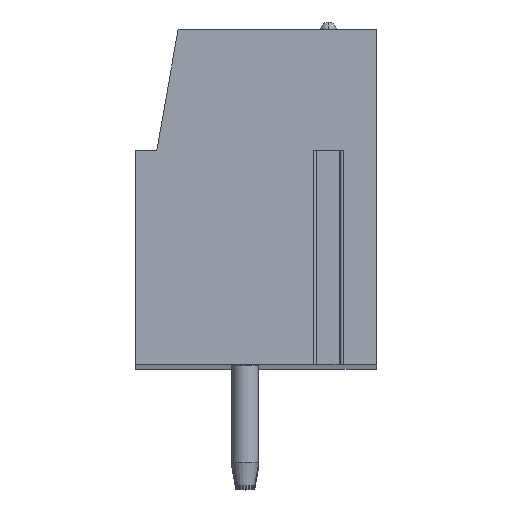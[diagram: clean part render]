
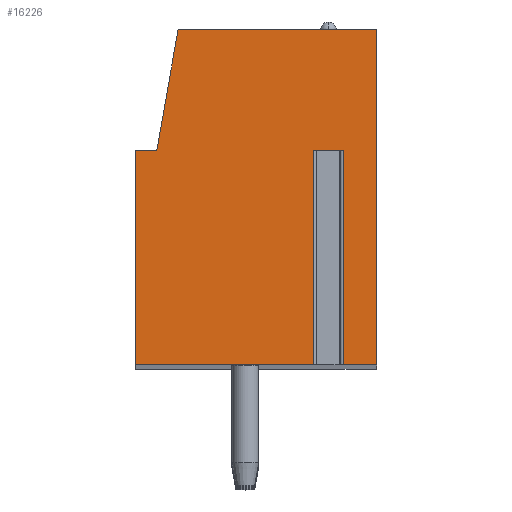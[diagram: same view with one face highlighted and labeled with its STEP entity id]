
A CAD part, top view. The second image highlights one B-rep face of the part: STEP entity #16226.
In plain terms, the highlighted planar face has unit normal (0, 0, 1).
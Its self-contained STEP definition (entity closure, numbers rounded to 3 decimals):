
#13=DIRECTION('',(-1.,0.,0.));
#14=VECTOR('',#13,1.112);
#15=CARTESIAN_POINT('',(3.256,1.75,93.98));
#16=LINE('',#15,#14);
#17=DIRECTION('',(0.,-1.,0.));
#18=VECTOR('',#17,8.);
#19=CARTESIAN_POINT('',(2.144,1.75,93.98));
#20=LINE('',#19,#18);
#21=DIRECTION('',(1.,0.,0.));
#22=VECTOR('',#21,6.644);
#23=CARTESIAN_POINT('',(-4.5,-6.25,93.98));
#24=LINE('',#23,#22);
#25=DIRECTION('',(0.,-1.,0.));
#26=VECTOR('',#25,8.);
#27=CARTESIAN_POINT('',(-4.5,1.75,93.98));
#28=LINE('',#27,#26);
#29=DIRECTION('',(-1.,0.,0.));
#30=VECTOR('',#29,0.8);
#31=CARTESIAN_POINT('',(-3.7,1.75,93.98));
#32=LINE('',#31,#30);
#33=DIRECTION('',(-0.174,-0.985,0.));
#34=VECTOR('',#33,4.569);
#35=CARTESIAN_POINT('',(-2.907,6.25,93.98));
#36=LINE('',#35,#34);
#37=DIRECTION('',(-1.,0.,0.));
#38=VECTOR('',#37,7.407);
#39=CARTESIAN_POINT('',(4.5,6.25,93.98));
#40=LINE('',#39,#38);
#41=DIRECTION('',(0.,1.,0.));
#42=VECTOR('',#41,12.5);
#43=CARTESIAN_POINT('',(4.5,-6.25,93.98));
#44=LINE('',#43,#42);
#45=DIRECTION('',(1.,0.,0.));
#46=VECTOR('',#45,1.244);
#47=CARTESIAN_POINT('',(3.256,-6.25,93.98));
#48=LINE('',#47,#46);
#49=DIRECTION('',(0.,-1.,0.));
#50=VECTOR('',#49,8.);
#51=CARTESIAN_POINT('',(3.256,1.75,93.98));
#52=LINE('',#51,#50);
#12779=CARTESIAN_POINT('',(-3.7,1.75,93.98));
#12780=CARTESIAN_POINT('',(-4.5,1.75,93.98));
#12781=VERTEX_POINT('',#12779);
#12782=VERTEX_POINT('',#12780);
#12783=CARTESIAN_POINT('',(-4.5,-6.25,93.98));
#12784=VERTEX_POINT('',#12783);
#12785=CARTESIAN_POINT('',(4.5,-6.25,93.98));
#12786=CARTESIAN_POINT('',(4.5,6.25,93.98));
#12787=VERTEX_POINT('',#12785);
#12788=VERTEX_POINT('',#12786);
#12789=CARTESIAN_POINT('',(-2.907,6.25,93.98));
#12790=VERTEX_POINT('',#12789);
#12839=CARTESIAN_POINT('',(3.256,1.75,93.98));
#12840=CARTESIAN_POINT('',(2.144,1.75,93.98));
#12841=VERTEX_POINT('',#12839);
#12842=VERTEX_POINT('',#12840);
#12843=CARTESIAN_POINT('',(2.144,-6.25,93.98));
#12844=VERTEX_POINT('',#12843);
#12845=CARTESIAN_POINT('',(3.256,-6.25,93.98));
#12846=VERTEX_POINT('',#12845);
#16199=CARTESIAN_POINT('',(0.,0.,93.98));
#16200=DIRECTION('',(0.,0.,1.));
#16201=DIRECTION('',(1.,0.,0.));
#16202=AXIS2_PLACEMENT_3D('',#16199,#16200,#16201);
#16203=PLANE('',#16202);
#16205=ORIENTED_EDGE('',*,*,#16204,.T.);
#16207=ORIENTED_EDGE('',*,*,#16206,.T.);
#16209=ORIENTED_EDGE('',*,*,#16208,.F.);
#16211=ORIENTED_EDGE('',*,*,#16210,.F.);
#16213=ORIENTED_EDGE('',*,*,#16212,.F.);
#16215=ORIENTED_EDGE('',*,*,#16214,.F.);
#16217=ORIENTED_EDGE('',*,*,#16216,.F.);
#16219=ORIENTED_EDGE('',*,*,#16218,.F.);
#16221=ORIENTED_EDGE('',*,*,#16220,.F.);
#16223=ORIENTED_EDGE('',*,*,#16222,.F.);
#16224=EDGE_LOOP('',(#16205,#16207,#16209,#16211,#16213,#16215,#16217,#16219,
#16221,#16223));
#16225=FACE_OUTER_BOUND('',#16224,.F.);
#16204=EDGE_CURVE('',#12841,#12842,#16,.T.);
#16206=EDGE_CURVE('',#12842,#12844,#20,.T.);
#16208=EDGE_CURVE('',#12784,#12844,#24,.T.);
#16210=EDGE_CURVE('',#12782,#12784,#28,.T.);
#16212=EDGE_CURVE('',#12781,#12782,#32,.T.);
#16214=EDGE_CURVE('',#12790,#12781,#36,.T.);
#16216=EDGE_CURVE('',#12788,#12790,#40,.T.);
#16218=EDGE_CURVE('',#12787,#12788,#44,.T.);
#16220=EDGE_CURVE('',#12846,#12787,#48,.T.);
#16222=EDGE_CURVE('',#12841,#12846,#52,.T.);
#16226=ADVANCED_FACE('',(#16225),#16203,.T.);
